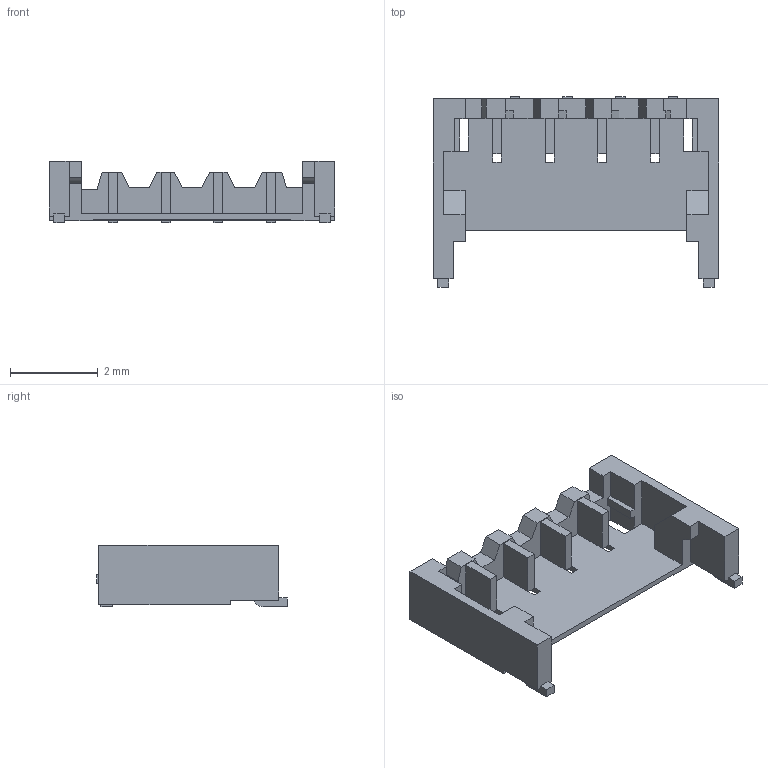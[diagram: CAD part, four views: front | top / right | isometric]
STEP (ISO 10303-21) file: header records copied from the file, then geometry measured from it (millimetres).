
FILE_DESCRIPTION(('CoCreate Modeling STEP Export'),'2;1');
FILE_NAME('DF57H-4P-1.2V.stp','2013-06-10T10:52:46',(''),(''),'CoCreate Modeling STEP processor for AP214 (Solid Model)','CoCreate Modeling 17.0 01-Apr-2010 (C) Parametric Technology GmbH','');
FILE_SCHEMA(('AUTOMOTIVE_DESIGN { 1 0 10303 214 1 1 1 1 }'));
Length unit declared in the file: millimetre
Products named in the file (1): DF57H-4P-1.2V
Bounding box: 6.5 x 4.35 x 1.4 mm (x, y, z)
Volume: 9.5 mm3; surface area: 86.4 mm2
Topology: 1 solids, 1 shells, 205 faces, 594 edges, 389 vertices
Faces by surface type: plane 189, cylinder 16
Entity records: 6603 total; most frequent: CARTESIAN_POINT 1189, ORIENTED_EDGE 1188, DIRECTION 1010, EDGE_CURVE 594, VECTOR 560, LINE 560, VERTEX_POINT 389, AXIS2_PLACEMENT_3D 225
